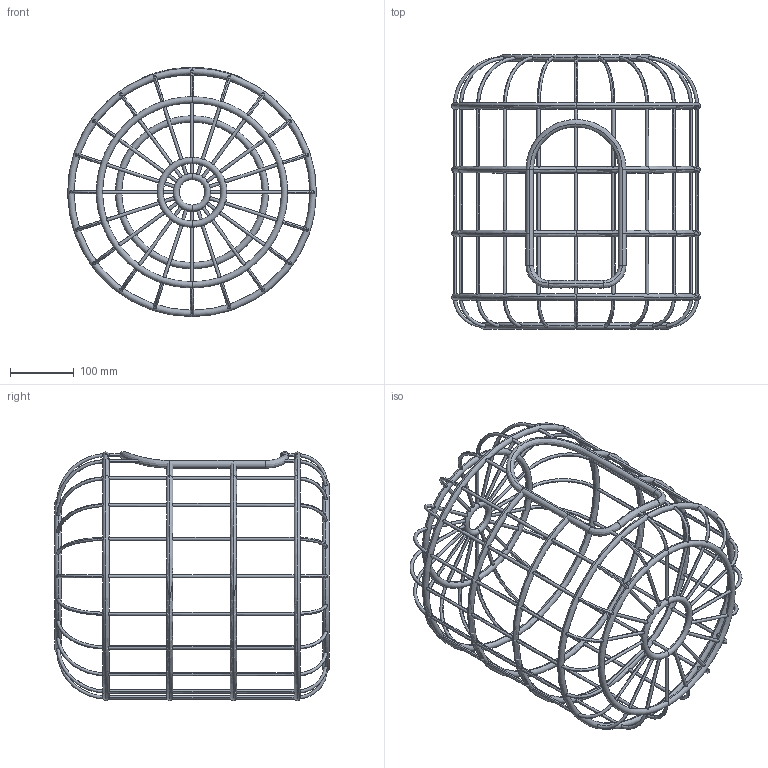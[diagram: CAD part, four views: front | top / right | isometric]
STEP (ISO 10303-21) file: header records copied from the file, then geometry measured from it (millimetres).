
FILE_DESCRIPTION (( 'STEP AP214' ), '1' );
FILE_NAME ('Part60.STEP', '2025-03-03T13:04:52', ( '' ), ( '' ), 'SwSTEP 2.0', 'SolidWorks 2024', '' );
FILE_SCHEMA (( 'AUTOMOTIVE_DESIGN' ));
Length unit declared in the file: millimetre
Products named in the file (1): Part60
Bounding box: 390 x 430 x 390.92 mm (x, y, z)
Volume: 823069.3 mm3; surface area: 409838.7 mm2
Topology: 2 solids, 2 shells, 332 faces, 1152 edges, 698 vertices
Faces by surface type: cylinder 205, torus 112, bspline 10, plane 5
Entity records: 31984 total; most frequent: CARTESIAN_POINT 22853, ORIENTED_EDGE 2304, DIRECTION 1398, EDGE_CURVE 1152, VERTEX_POINT 698, B_SPLINE_CURVE_WITH_KNOTS 674, AXIS2_PLACEMENT_3D 599, EDGE_LOOP 468
